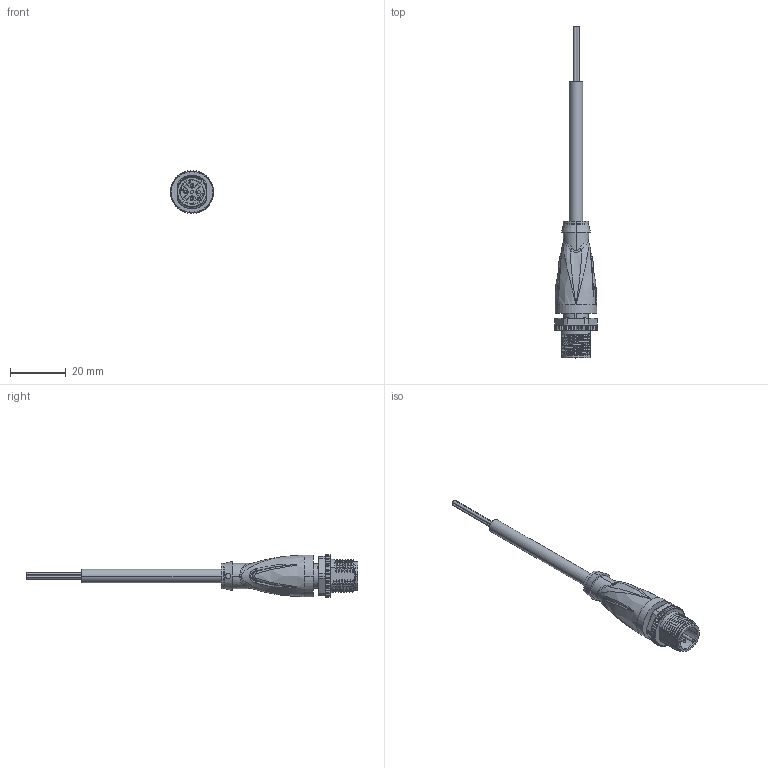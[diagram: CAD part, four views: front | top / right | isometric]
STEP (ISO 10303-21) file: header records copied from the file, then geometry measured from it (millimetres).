
FILE_DESCRIPTION(('STEP AP214'),'1');
FILE_NAME('cctmp_EF7814FF-CDF3-4B24-9B55-8B5AB43E4B12_2022_04_27_10_39_40_0345..stp','2022-04-27T08:39:45',('KiM GmbH'),('CADClick - www.CADClick.com'),'Spatial InterOp 3D postprocessed',' ','unknown authorization');
FILE_SCHEMA(('AUTOMOTIVE_DESIGN'));
Length unit declared in the file: millimetre
Products named in the file (7): T195885_1; Connection2; Cable; Connection1; Connection1_2; Connection1_1; T195885
Assembly tree (6 placements, depth 4):
  T195885
    T195885_1
      Connection2
      Cable
      Connection1
        Connection1_2
        Connection1_1
Bounding box: 15.4 x 119.1 x 15.37 mm (x, y, z)
Volume: 6476.4 mm3; surface area: 5256.6 mm2
Topology: 7 solids, 7 shells, 1139 faces, 3007 edges, 1900 vertices
Faces by surface type: plane 492, cylinder 265, torus 161, bspline 141, cone 70, sphere 6, extrusion 4
Entity records: 52283 total; most frequent: CARTESIAN_POINT 21479, ORIENTED_EDGE 5980, DIRECTION 5337, EDGE_CURVE 2990, AXIS2_PLACEMENT_3D 1925, VERTEX_POINT 1900, VECTOR 1487, LINE 1483
